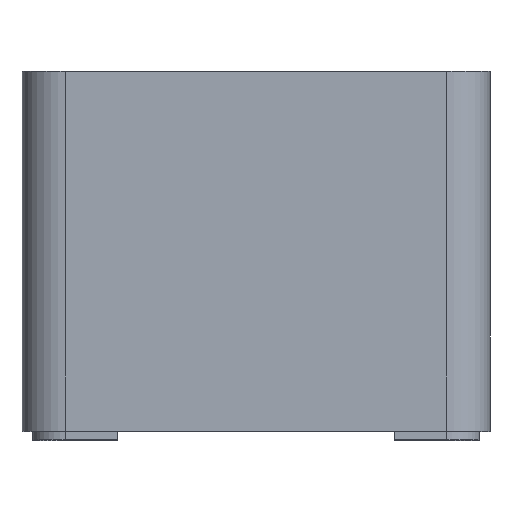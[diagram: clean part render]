
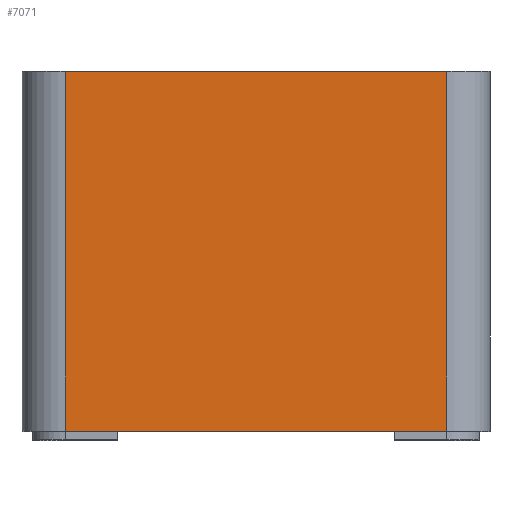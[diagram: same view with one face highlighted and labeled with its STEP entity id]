
A CAD part, top view. The second image highlights one B-rep face of the part: STEP entity #7071.
In plain terms, the highlighted planar face has unit normal (0, 0, 1).
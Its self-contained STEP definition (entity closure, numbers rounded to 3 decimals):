
#1044=FACE_OUTER_BOUND('',#1456,.T.);
#1456=EDGE_LOOP('',(#6473,#6474,#6475,#6476));
#1953=LINE('',#13255,#2580);
#2081=LINE('',#13584,#2708);
#2082=LINE('',#13587,#2709);
#2083=LINE('',#13588,#2710);
#2580=VECTOR('',#8251,10.);
#2708=VECTOR('',#8585,10.);
#2709=VECTOR('',#8588,10.);
#2710=VECTOR('',#8589,10.);
#3309=VERTEX_POINT('',#13252);
#3310=VERTEX_POINT('',#13254);
#3408=VERTEX_POINT('',#13582);
#3409=VERTEX_POINT('',#13586);
#4282=EDGE_CURVE('',#3309,#3310,#1953,.T.);
#4446=EDGE_CURVE('',#3408,#3310,#2081,.T.);
#4447=EDGE_CURVE('',#3409,#3408,#2082,.T.);
#4448=EDGE_CURVE('',#3409,#3309,#2083,.T.);
#6473=ORIENTED_EDGE('',*,*,#4447,.T.);
#6474=ORIENTED_EDGE('',*,*,#4446,.T.);
#6475=ORIENTED_EDGE('',*,*,#4282,.F.);
#6476=ORIENTED_EDGE('',*,*,#4448,.F.);
#6703=PLANE('',#7380);
#7071=ADVANCED_FACE('',(#1044),#6703,.T.);
#7380=AXIS2_PLACEMENT_3D('',#13585,#8586,#8587);
#8251=DIRECTION('',(1.,0.,0.));
#8585=DIRECTION('',(0.,1.,0.));
#8586=DIRECTION('center_axis',(0.,0.,1.));
#8587=DIRECTION('ref_axis',(1.,0.,0.));
#8588=DIRECTION('',(1.,0.,0.));
#8589=DIRECTION('',(0.,1.,0.));
#13252=CARTESIAN_POINT('',(-22.,41.5,27.));
#13254=CARTESIAN_POINT('',(22.,41.5,27.));
#13255=CARTESIAN_POINT('',(-22.,41.5,27.));
#13582=CARTESIAN_POINT('',(22.,0.,27.));
#13584=CARTESIAN_POINT('',(22.,0.,27.));
#13585=CARTESIAN_POINT('Origin',(-22.,0.,27.));
#13586=CARTESIAN_POINT('',(-22.,0.,27.));
#13587=CARTESIAN_POINT('',(-22.,0.,27.));
#13588=CARTESIAN_POINT('',(-22.,0.,27.));
